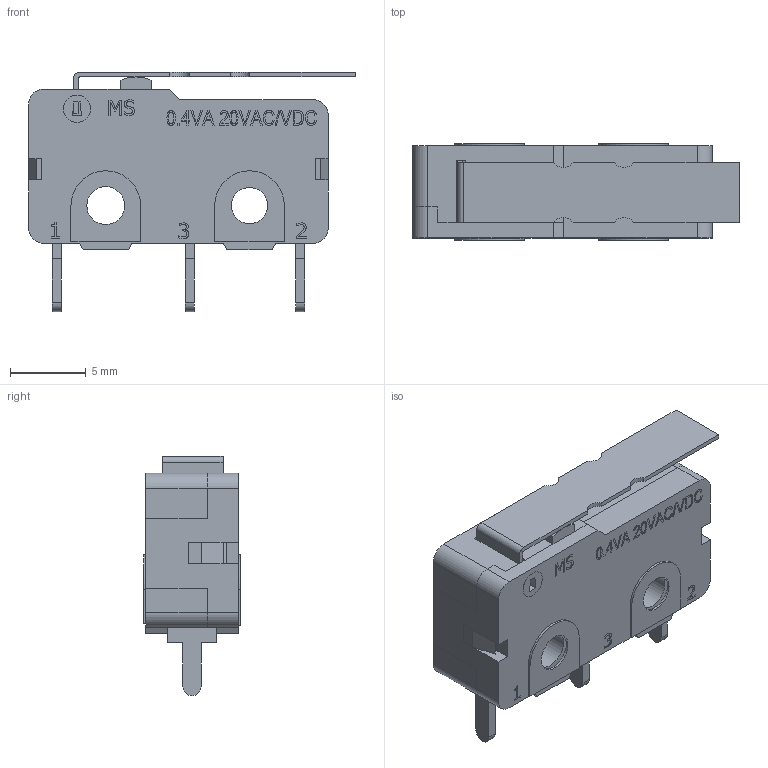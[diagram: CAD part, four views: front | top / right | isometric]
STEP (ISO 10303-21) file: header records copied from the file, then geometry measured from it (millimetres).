
FILE_DESCRIPTION(/* description */ (''),/* implementation_level */ '2;1');
FILE_NAME(/* name */ 'MS085R102FxxxP1A.stp',/* time_stamp */ '2025-05-27T11:52:03-05:00',/* author */ ('mroman'),/* organization */ (''),/* preprocessor_version */ 'ST-DEVELOPER v18.1',/* originating_system */ 'Autodesk Inventor 2022',/* authorisation */ '');
FILE_SCHEMA (('AP203_CONFIGURATION_CONTROLLED_3D_DESIGN_OF_MECHANICAL_PARTS_AND_ASSEMBLIES_MIM_LF { 1 0 10303 203 3 1 4 }','AUTOMOTIVE_DESIGN { 1 0 10303 214 3 1 1 }'));
Length unit declared in the file: centimetre
Products named in the file (1): MS085R102FxxxP1A
Bounding box: 21.6 x 6.4 x 15.8 mm (x, y, z)
Volume: 806.9 mm3; surface area: 1615 mm2
Topology: 1 solids, 4 shells, 653 faces, 1775 edges, 1175 vertices
Faces by surface type: plane 431, bspline 192, cylinder 30
Full cylindrical faces by diameter (mm): 1.8 x1, 2.4 x2, 2.5 x2, 3.7 x2
Entity records: 21295 total; most frequent: CARTESIAN_POINT 6025, ORIENTED_EDGE 3552, DIRECTION 2372, EDGE_CURVE 1776, LINE 1336, VECTOR 1336, VERTEX_POINT 1175, EDGE_LOOP 707
